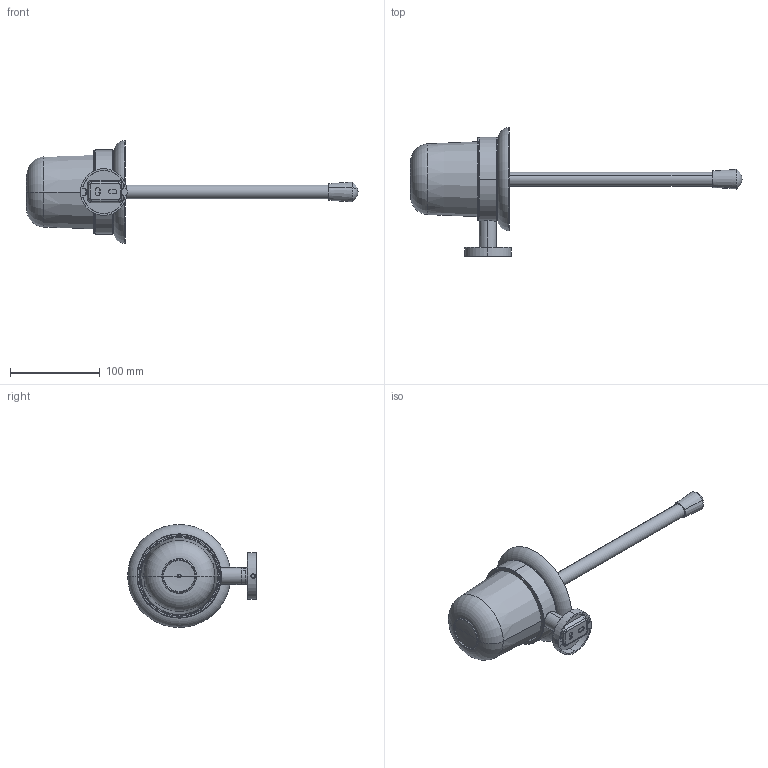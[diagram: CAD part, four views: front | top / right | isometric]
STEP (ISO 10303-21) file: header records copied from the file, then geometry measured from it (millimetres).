
FILE_DESCRIPTION (( 'STEP AP203' ), '1' );
FILE_NAME ('1288.STEP', '2020-10-13T02:33:48', ( '' ), ( '' ), 'SwSTEP 2.0', 'SolidWorks 2018', '' );
FILE_SCHEMA (( 'CONFIG_CONTROL_DESIGN' ));
Length unit declared in the file: millimetre
Products named in the file (16): 内六角尖端紧定螺丝M5X10; 11鎮戚諉奪; 11假蚾えㄗ橾ㄘ; 俋鞠褒蹟佪M6X10; 11爾え; 鎮肭芃ㄗ74ㄘ; 11鎮肭梟; 11鎮肭戚; 11马桶杯圈; 11马杯圈塑料; 1288; 11鎮肭戚殤; 11鎮肭梟芃芛; 11鎮肭梟裔; 12菁釱
Assembly tree (15 placements, depth 3):
  1288
    11假蚾えㄗ橾ㄘ
    俋鞠褒蹟佪M6X10
    12菁釱
    内六角尖端紧定螺丝M5X10
    11鎮肭戚殤
      11鎮戚諉奪
      11马桶杯圈
      11爾え
    11马杯圈塑料
    11鎮肭戚
    11鎮肭梟
      11鎮肭梟芃芛
      11鎮肭梟
      11鎮肭梟裔
      鎮肭芃ㄗ74ㄘ
Bounding box: 370.42 x 143.52 x 114.98 mm (x, y, z)
Volume: 200743.2 mm3; surface area: 170769.6 mm2
Topology: 15 solids, 16 shells, 753 faces, 1862 edges, 1199 vertices
Faces by surface type: cylinder 412, plane 157, torus 82, cone 56, bspline 38, sphere 8
Entity records: 49835 total; most frequent: CARTESIAN_POINT 32041, ORIENTED_EDGE 3700, DIRECTION 2821, EDGE_CURVE 1850, VERTEX_POINT 1199, AXIS2_PLACEMENT_3D 1111, EDGE_LOOP 841, ADVANCED_FACE 753
